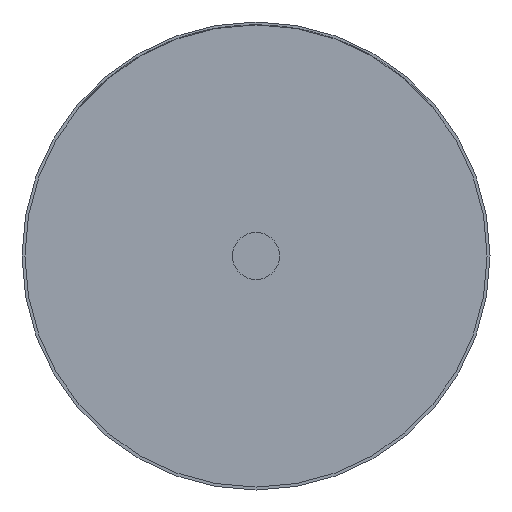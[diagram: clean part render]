
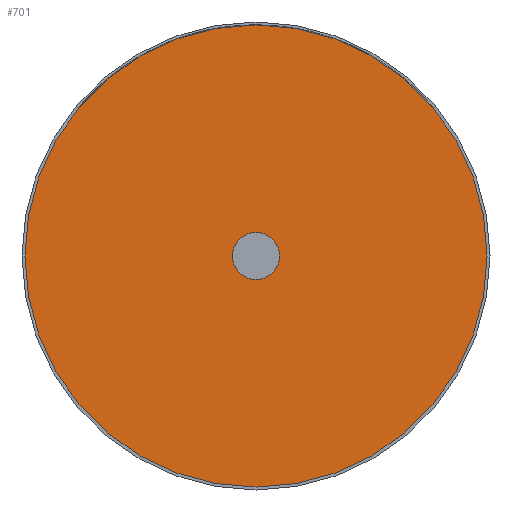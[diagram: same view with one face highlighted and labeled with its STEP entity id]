
A CAD part, front view. The second image highlights one B-rep face of the part: STEP entity #701.
In plain terms, the highlighted planar face has unit normal (0, -1, 0).
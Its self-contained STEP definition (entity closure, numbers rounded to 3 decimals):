
#25 = DIRECTION ( 'NONE',  ( 0., 0., 1. ) ) ;
#315 = DIRECTION ( 'NONE',  ( 0., 0., 1. ) ) ;
#439 = CIRCLE ( 'NONE', #1548, 59. ) ;
#462 = CARTESIAN_POINT ( 'NONE',  ( 0., 0., 0. ) ) ;
#630 = CARTESIAN_POINT ( 'NONE',  ( 0., 0., 0. ) ) ;
#701 = ADVANCED_FACE ( 'NONE', ( #2378, #826 ), #2809, .F. ) ;
#826 = FACE_BOUND ( 'NONE', #2931, .T. ) ;
#838 = CARTESIAN_POINT ( 'NONE',  ( 0., 0., 0. ) ) ;
#866 = CARTESIAN_POINT ( 'NONE',  ( 0., 0., -59. ) ) ;
#935 = ORIENTED_EDGE ( 'NONE', *, *, #2694, .F. ) ;
#945 = ORIENTED_EDGE ( 'NONE', *, *, #4380, .F. ) ;
#1142 = DIRECTION ( 'NONE',  ( 0., -1., 0. ) ) ;
#1548 = AXIS2_PLACEMENT_3D ( 'NONE', #630, #4042, #315 ) ;
#1933 = EDGE_LOOP ( 'NONE', ( #945, #3808 ) ) ;
#1990 = VERTEX_POINT ( 'NONE', #3464 ) ;
#2023 = DIRECTION ( 'NONE',  ( 0., -1., 0. ) ) ;
#2050 = DIRECTION ( 'NONE',  ( 0., 1., 0. ) ) ;
#2061 = CARTESIAN_POINT ( 'NONE',  ( 0., 0., 0. ) ) ;
#2082 = CIRCLE ( 'NONE', #4167, 6. ) ;
#2227 = ORIENTED_EDGE ( 'NONE', *, *, #3368, .F. ) ;
#2350 = CIRCLE ( 'NONE', #2783, 59. ) ;
#2373 = VERTEX_POINT ( 'NONE', #3243 ) ;
#2378 = FACE_OUTER_BOUND ( 'NONE', #1933, .T. ) ;
#2694 = EDGE_CURVE ( 'NONE', #2943, #1990, #2891, .T. ) ;
#2695 = AXIS2_PLACEMENT_3D ( 'NONE', #462, #1142, #3195 ) ;
#2783 = AXIS2_PLACEMENT_3D ( 'NONE', #3727, #2050, #25 ) ;
#2809 = PLANE ( 'NONE',  #2947 ) ;
#2891 = CIRCLE ( 'NONE', #2695, 6. ) ;
#2931 = EDGE_LOOP ( 'NONE', ( #935, #2227 ) ) ;
#2943 = VERTEX_POINT ( 'NONE', #3661 ) ;
#2947 = AXIS2_PLACEMENT_3D ( 'NONE', #838, #3893, #4262 ) ;
#3081 = DIRECTION ( 'NONE',  ( 0., 0., 1. ) ) ;
#3195 = DIRECTION ( 'NONE',  ( 0., 0., 1. ) ) ;
#3243 = CARTESIAN_POINT ( 'NONE',  ( 0., 0., 59. ) ) ;
#3368 = EDGE_CURVE ( 'NONE', #1990, #2943, #2082, .T. ) ;
#3449 = EDGE_CURVE ( 'NONE', #2373, #3759, #2350, .T. ) ;
#3464 = CARTESIAN_POINT ( 'NONE',  ( 0., 0., -6. ) ) ;
#3661 = CARTESIAN_POINT ( 'NONE',  ( 0., 0., 6. ) ) ;
#3727 = CARTESIAN_POINT ( 'NONE',  ( 0., 0., 0. ) ) ;
#3759 = VERTEX_POINT ( 'NONE', #866 ) ;
#3808 = ORIENTED_EDGE ( 'NONE', *, *, #3449, .F. ) ;
#3893 = DIRECTION ( 'NONE',  ( 0., 1., 0. ) ) ;
#4042 = DIRECTION ( 'NONE',  ( 0., 1., 0. ) ) ;
#4167 = AXIS2_PLACEMENT_3D ( 'NONE', #2061, #2023, #3081 ) ;
#4262 = DIRECTION ( 'NONE',  ( 0., 0., 1. ) ) ;
#4380 = EDGE_CURVE ( 'NONE', #3759, #2373, #439, .T. ) ;
